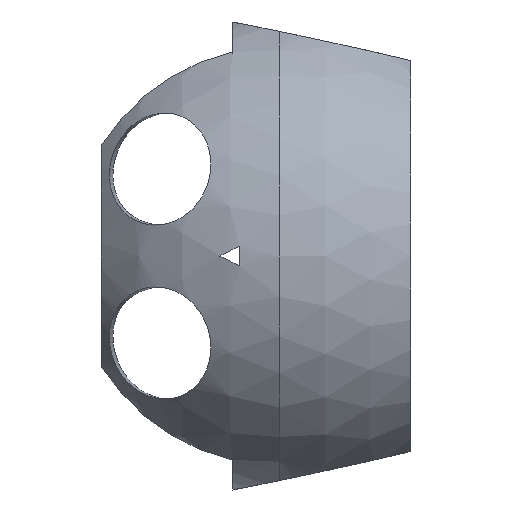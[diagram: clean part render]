
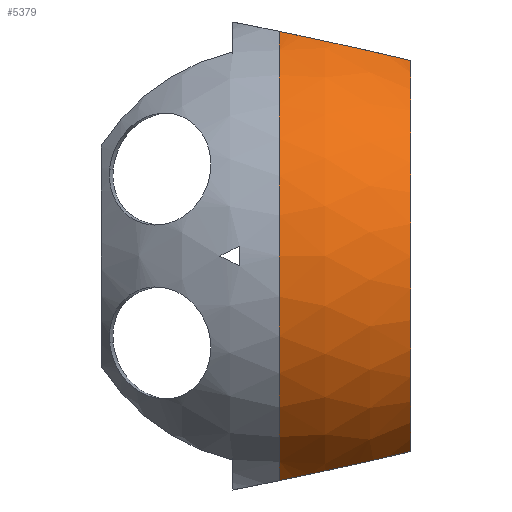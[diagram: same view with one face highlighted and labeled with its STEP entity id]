
A CAD part, left-side view. The second image highlights one B-rep face of the part: STEP entity #5379.
In plain terms, the highlighted spherical face has radius 37 mm.
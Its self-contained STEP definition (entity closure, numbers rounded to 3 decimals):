
#3 = CARTESIAN_POINT ( 'NONE',  ( -48.068, 35.683, 100.879 ) ) ;
#31 = CARTESIAN_POINT ( 'NONE',  ( -46.36, 33.443, 101.399 ) ) ;
#39 = EDGE_LOOP ( 'NONE', ( #3767, #2459, #5636, #3834, #5389, #1241, #3242 ) ) ;
#238 = EDGE_CURVE ( 'NONE', #567, #2483, #3306, .T. ) ;
#299 = CARTESIAN_POINT ( 'NONE',  ( -45.794, 32.866, 161.591 ) ) ;
#320 = CARTESIAN_POINT ( 'NONE',  ( -34.568, 31.346, 131.563 ) ) ;
#321 = CARTESIAN_POINT ( 'NONE',  ( -50.453, 42.307, 163.737 ) ) ;
#343 = CARTESIAN_POINT ( 'NONE',  ( -50.22, 40.923, 163.432 ) ) ;
#456 = VERTEX_POINT ( 'NONE', #1756 ) ;
#521 = AXIS2_PLACEMENT_3D ( 'NONE', #3998, #1282, #5160 ) ;
#567 = VERTEX_POINT ( 'NONE', #4002 ) ;
#599 = CARTESIAN_POINT ( 'NONE',  ( -48.703, 36.772, 100.629 ) ) ;
#671 = DIRECTION ( 'NONE',  ( 1., 0., 0. ) ) ;
#672 = CARTESIAN_POINT ( 'NONE',  ( -43.992, 31.346, 101.895 ) ) ;
#714 = DIRECTION ( 'NONE',  ( -1., 0., 0. ) ) ;
#765 = AXIS2_PLACEMENT_3D ( 'NONE', #1815, #3406, #714 ) ;
#911 = CARTESIAN_POINT ( 'NONE',  ( -50.06, 48.304, 165.029 ) ) ;
#994 = B_SPLINE_CURVE_WITH_KNOTS ( 'NONE', 3,
 ( #4473, #4940, #3893, #6137, #31, #2192, #6730, #3, #3836, #3328, #599, #6656, #4408, #3861, #6633, #3281, #4455, #1086 ),
 .UNSPECIFIED., .F., .F.,
 ( 4, 2, 2, 2, 2, 2, 2, 2, 4 ),
 ( 0.074, 0.076, 0.078, 0.08, 0.08, 0.081, 0.085, 0.087, 0.089 ),
 .UNSPECIFIED. ) ;
#1086 = CARTESIAN_POINT ( 'NONE',  ( -50.568, 44.276, 98.959 ) ) ;
#1241 = ORIENTED_EDGE ( 'NONE', *, *, #1854, .T. ) ;
#1282 = DIRECTION ( 'NONE',  ( 0., 1., 0. ) ) ;
#1442 = CARTESIAN_POINT ( 'NONE',  ( -50.594, 44.157, 164.142 ) ) ;
#1489 = CARTESIAN_POINT ( 'NONE',  ( -49.888, 39.569, 163.13 ) ) ;
#1685 = CARTESIAN_POINT ( 'NONE',  ( -48.921, 51.346, 97.46 ) ) ;
#1756 = CARTESIAN_POINT ( 'NONE',  ( -65.697, 31.346, 131.43 ) ) ;
#1815 = CARTESIAN_POINT ( 'NONE',  ( -34.568, 51.346, 131.563 ) ) ;
#1854 = EDGE_CURVE ( 'NONE', #6173, #567, #2939, .T. ) ;
#1980 = CARTESIAN_POINT ( 'NONE',  ( -49.67, 49.642, 165.311 ) ) ;
#2027 = CARTESIAN_POINT ( 'NONE',  ( -47.351, 34.608, 161.999 ) ) ;
#2140 = CARTESIAN_POINT ( 'NONE',  ( -50.534, 45.489, 98.697 ) ) ;
#2192 = CARTESIAN_POINT ( 'NONE',  ( -47.171, 34.399, 101.176 ) ) ;
#2234 = VERTEX_POINT ( 'NONE', #2321 ) ;
#2321 = CARTESIAN_POINT ( 'NONE',  ( -50.568, 44.276, 98.959 ) ) ;
#2459 = ORIENTED_EDGE ( 'NONE', *, *, #5740, .F. ) ;
#2483 = VERTEX_POINT ( 'NONE', #4830 ) ;
#2547 = CARTESIAN_POINT ( 'NONE',  ( -50.353, 46.932, 164.738 ) ) ;
#2579 = CARTESIAN_POINT ( 'NONE',  ( -48.921, 51.346, 165.666 ) ) ;
#2589 = CARTESIAN_POINT ( 'NONE',  ( -50.568, 44.276, 98.959 ) ) ;
#2939 = CIRCLE ( 'NONE', #521, 31.129 ) ;
#3062 = CARTESIAN_POINT ( 'NONE',  ( -48.843, 36.99, 162.547 ) ) ;
#3108 = CARTESIAN_POINT ( 'NONE',  ( -46.768, 33.882, 161.83 ) ) ;
#3130 = CARTESIAN_POINT ( 'NONE',  ( -45.452, 32.539, 161.514 ) ) ;
#3242 = ORIENTED_EDGE ( 'NONE', *, *, #238, .T. ) ;
#3267 = AXIS2_PLACEMENT_3D ( 'NONE', #320, #3713, #7232 ) ;
#3281 = CARTESIAN_POINT ( 'NONE',  ( -50.532, 43.033, 99.229 ) ) ;
#3306 = B_SPLINE_CURVE_WITH_KNOTS ( 'NONE', 3,
 ( #5895, #4208, #6419, #3130, #299, #3108, #2027, #3691, #3062, #5326, #1489, #343, #7026, #321, #4849, #1442, #5386, #5916, #2547, #4239, #911, #1980, #5414, #2579 ),
 .UNSPECIFIED., .F., .F.,
 ( 4, 2, 2, 2, 2, 2, 2, 2, 2, 2, 2, 4 ),
 ( 0.074, 0.075, 0.077, 0.079, 0.082, 0.085, 0.087, 0.088, 0.091, 0.092, 0.094, 0.097 ),
 .UNSPECIFIED. ) ;
#3328 = CARTESIAN_POINT ( 'NONE',  ( -48.551, 36.494, 100.693 ) ) ;
#3406 = DIRECTION ( 'NONE',  ( 0., 1., 0. ) ) ;
#3476 = CARTESIAN_POINT ( 'NONE',  ( -65.697, 31.346, 131.458 ) ) ;
#3691 = CARTESIAN_POINT ( 'NONE',  ( -48.388, 36.159, 162.357 ) ) ;
#3713 = DIRECTION ( 'NONE',  ( 0., 1., 0. ) ) ;
#3731 = CARTESIAN_POINT ( 'NONE',  ( -49.463, 50.246, 97.689 ) ) ;
#3767 = ORIENTED_EDGE ( 'NONE', *, *, #6805, .F. ) ;
#3830 = EDGE_CURVE ( 'NONE', #6891, #2234, #994, .T. ) ;
#3834 = ORIENTED_EDGE ( 'NONE', *, *, #6322, .T. ) ;
#3836 = CARTESIAN_POINT ( 'NONE',  ( -48.234, 35.949, 100.818 ) ) ;
#3861 = CARTESIAN_POINT ( 'NONE',  ( -50.276, 41.167, 99.64 ) ) ;
#3893 = CARTESIAN_POINT ( 'NONE',  ( -44.993, 32.122, 101.711 ) ) ;
#3998 = CARTESIAN_POINT ( 'NONE',  ( -34.568, 31.346, 131.563 ) ) ;
#4002 = CARTESIAN_POINT ( 'NONE',  ( -43.992, 31.346, 161.231 ) ) ;
#4105 = CARTESIAN_POINT ( 'NONE',  ( -65.697, 31.346, 131.487 ) ) ;
#4208 = CARTESIAN_POINT ( 'NONE',  ( -44.372, 31.623, 161.297 ) ) ;
#4239 = CARTESIAN_POINT ( 'NONE',  ( -50.171, 47.851, 164.933 ) ) ;
#4285 = B_SPLINE_CURVE_WITH_KNOTS ( 'NONE', 3,
 ( #6827, #3476, #4105, #6871 ),
 .UNSPECIFIED., .F., .F.,
 ( 4, 4 ),
 ( 0., 1. ),
 .UNSPECIFIED. ) ;
#4336 = FACE_OUTER_BOUND ( 'NONE', #39, .T. ) ;
#4408 = CARTESIAN_POINT ( 'NONE',  ( -49.84, 39.344, 100.046 ) ) ;
#4455 = CARTESIAN_POINT ( 'NONE',  ( -50.568, 43.655, 99.094 ) ) ;
#4473 = CARTESIAN_POINT ( 'NONE',  ( -43.992, 31.346, 101.895 ) ) ;
#4506 = CARTESIAN_POINT ( 'NONE',  ( -34.568, 51.346, 131.563 ) ) ;
#4793 = CIRCLE ( 'NONE', #765, 37. ) ;
#4830 = CARTESIAN_POINT ( 'NONE',  ( -48.921, 51.346, 165.666 ) ) ;
#4849 = CARTESIAN_POINT ( 'NONE',  ( -50.504, 42.769, 163.839 ) ) ;
#4895 = B_SPLINE_CURVE_WITH_KNOTS ( 'NONE', 3,
 ( #2589, #5984, #2140, #6555, #6504, #7061, #3731, #6611 ),
 .UNSPECIFIED., .F., .F.,
 ( 4, 2, 2, 4 ),
 ( 0.089, 0.091, 0.093, 0.097 ),
 .UNSPECIFIED. ) ;
#4940 = CARTESIAN_POINT ( 'NONE',  ( -44.502, 31.718, 101.807 ) ) ;
#5010 = DIRECTION ( 'NONE',  ( 0., 1., 0. ) ) ;
#5160 = DIRECTION ( 'NONE',  ( -1., 0., 0. ) ) ;
#5302 = CARTESIAN_POINT ( 'NONE',  ( -65.697, 31.346, 131.516 ) ) ;
#5326 = CARTESIAN_POINT ( 'NONE',  ( -49.591, 38.693, 162.933 ) ) ;
#5374 = SPHERICAL_SURFACE ( 'NONE', #6628, 37. ) ;
#5379 = ADVANCED_FACE ( 'NONE', ( #4336 ), #5374, .T. ) ;
#5386 = CARTESIAN_POINT ( 'NONE',  ( -50.575, 45.081, 164.342 ) ) ;
#5389 = ORIENTED_EDGE ( 'NONE', *, *, #6895, .T. ) ;
#5414 = CARTESIAN_POINT ( 'NONE',  ( -49.334, 50.508, 165.492 ) ) ;
#5636 = ORIENTED_EDGE ( 'NONE', *, *, #3830, .F. ) ;
#5740 = EDGE_CURVE ( 'NONE', #2234, #6695, #4895, .T. ) ;
#5895 = CARTESIAN_POINT ( 'NONE',  ( -43.992, 31.346, 161.231 ) ) ;
#5916 = CARTESIAN_POINT ( 'NONE',  ( -50.424, 46.468, 164.639 ) ) ;
#5984 = CARTESIAN_POINT ( 'NONE',  ( -50.568, 44.883, 98.828 ) ) ;
#6137 = CARTESIAN_POINT ( 'NONE',  ( -45.925, 32.988, 101.506 ) ) ;
#6173 = VERTEX_POINT ( 'NONE', #5302 ) ;
#6322 = EDGE_CURVE ( 'NONE', #6891, #456, #7201, .T. ) ;
#6419 = CARTESIAN_POINT ( 'NONE',  ( -44.74, 31.917, 161.367 ) ) ;
#6504 = CARTESIAN_POINT ( 'NONE',  ( -50.29, 47.311, 98.307 ) ) ;
#6555 = CARTESIAN_POINT ( 'NONE',  ( -50.395, 46.702, 98.437 ) ) ;
#6611 = CARTESIAN_POINT ( 'NONE',  ( -48.921, 51.346, 97.46 ) ) ;
#6628 = AXIS2_PLACEMENT_3D ( 'NONE', #4506, #5010, #671 ) ;
#6633 = CARTESIAN_POINT ( 'NONE',  ( -50.386, 41.79, 99.502 ) ) ;
#6656 = CARTESIAN_POINT ( 'NONE',  ( -49.413, 38.175, 100.309 ) ) ;
#6695 = VERTEX_POINT ( 'NONE', #1685 ) ;
#6730 = CARTESIAN_POINT ( 'NONE',  ( -47.548, 34.899, 101.06 ) ) ;
#6805 = EDGE_CURVE ( 'NONE', #6695, #2483, #4793, .T. ) ;
#6827 = CARTESIAN_POINT ( 'NONE',  ( -65.697, 31.346, 131.43 ) ) ;
#6871 = CARTESIAN_POINT ( 'NONE',  ( -65.697, 31.346, 131.516 ) ) ;
#6891 = VERTEX_POINT ( 'NONE', #672 ) ;
#6895 = EDGE_CURVE ( 'NONE', #456, #6173, #4285, .T. ) ;
#7026 = CARTESIAN_POINT ( 'NONE',  ( -50.311, 41.382, 163.533 ) ) ;
#7061 = CARTESIAN_POINT ( 'NONE',  ( -49.873, 49.1, 97.928 ) ) ;
#7201 = CIRCLE ( 'NONE', #3267, 31.129 ) ;
#7232 = DIRECTION ( 'NONE',  ( -1., 0., 0. ) ) ;
